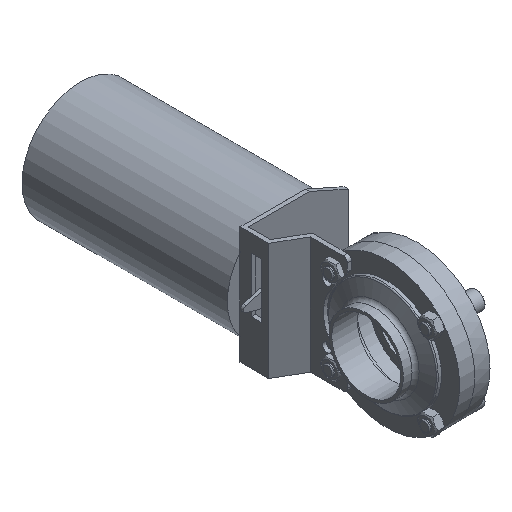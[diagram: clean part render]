
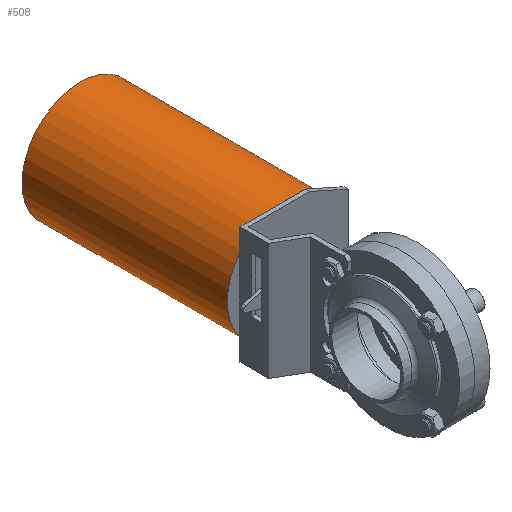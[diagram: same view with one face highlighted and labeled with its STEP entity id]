
A CAD part, isometric view. The second image highlights one B-rep face of the part: STEP entity #508.
In plain terms, the highlighted cylindrical face has radius 42.5 mm (diameter 85 mm), a full revolution.
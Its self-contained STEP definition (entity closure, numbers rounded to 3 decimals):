
#508 = ADVANCED_FACE( '', ( #965, #966 ), #967, .T. );
#965 = FACE_OUTER_BOUND( '', #1527, .T. );
#966 = FACE_OUTER_BOUND( '', #1528, .T. );
#967 = CYLINDRICAL_SURFACE( '', #1529, 42.5 );
#1527 = EDGE_LOOP( '', ( #2768 ) );
#1528 = EDGE_LOOP( '', ( #2769 ) );
#1529 = AXIS2_PLACEMENT_3D( '', #2770, #2771, #2772 );
#2768 = ORIENTED_EDGE( '', *, *, #3497, .F. );
#2769 = ORIENTED_EDGE( '', *, *, #3498, .T. );
#2770 = CARTESIAN_POINT( '', ( 0., 0., 0. ) );
#2771 = DIRECTION( '', ( 0., 1., 0. ) );
#2772 = DIRECTION( '', ( 0., 0., -1. ) );
#3497 = EDGE_CURVE( '', #4138, #4138, #4139, .T. );
#3498 = EDGE_CURVE( '', #4140, #4140, #4141, .T. );
#4138 = VERTEX_POINT( '', #5528 );
#4139 = CIRCLE( '', #5529, 42.5 );
#4140 = VERTEX_POINT( '', #5530 );
#4141 = CIRCLE( '', #5531, 42.5 );
#5528 = CARTESIAN_POINT( '', ( 0., 0., -42.5 ) );
#5529 = AXIS2_PLACEMENT_3D( '', #6222, #6223, #6224 );
#5530 = CARTESIAN_POINT( '', ( 0., 149., -42.5 ) );
#5531 = AXIS2_PLACEMENT_3D( '', #6225, #6226, #6227 );
#6222 = CARTESIAN_POINT( '', ( 0., 0., 0. ) );
#6223 = DIRECTION( '', ( 0., -1., 0. ) );
#6224 = DIRECTION( '', ( 0., 0., -1. ) );
#6225 = CARTESIAN_POINT( '', ( 0., 149., 0. ) );
#6226 = DIRECTION( '', ( 0., -1., 0. ) );
#6227 = DIRECTION( '', ( 0., 0., -1. ) );
